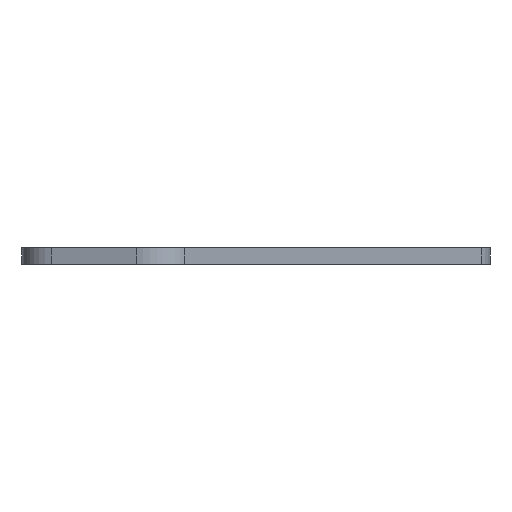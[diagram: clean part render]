
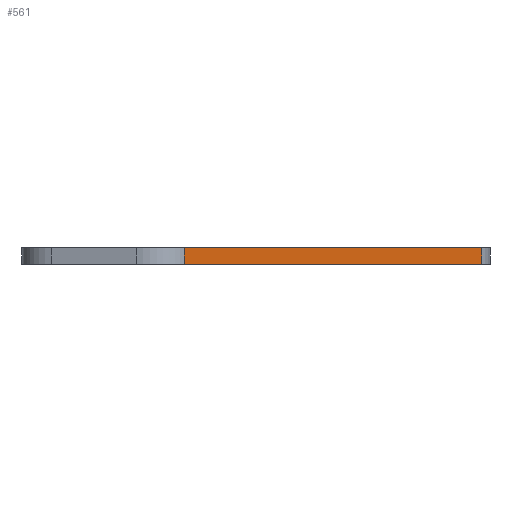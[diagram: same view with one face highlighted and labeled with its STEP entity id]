
A CAD part, left-side view. The second image highlights one B-rep face of the part: STEP entity #561.
In plain terms, the highlighted planar face has unit normal (-0.6, -0.8, 0).
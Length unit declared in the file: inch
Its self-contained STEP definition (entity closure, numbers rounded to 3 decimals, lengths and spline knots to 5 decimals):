
#6 = LINE ( 'NONE', #955, #753 ) ;
#71 = VECTOR ( 'NONE', #1184, 39.37008 ) ;
#93 = DIRECTION ( 'NONE',  ( -0.8, 0.6, 0. ) ) ;
#134 = VERTEX_POINT ( 'NONE', #1416 ) ;
#178 = CARTESIAN_POINT ( 'NONE',  ( -0.22912, -0.45316, -0.04921 ) ) ;
#239 = ORIENTED_EDGE ( 'NONE', *, *, #337, .T. ) ;
#337 = EDGE_CURVE ( 'NONE', #134, #931, #1166, .T. ) ;
#359 = DIRECTION ( 'NONE',  ( -0.8, 0.6, 0. ) ) ;
#366 = DIRECTION ( 'NONE',  ( -0.8, 0.6, 0. ) ) ;
#384 = EDGE_LOOP ( 'NONE', ( #689, #696, #602, #239 ) ) ;
#389 = PLANE ( 'NONE',  #1536 ) ;
#397 = DIRECTION ( 'NONE',  ( 0.6, 0.8, 0. ) ) ;
#403 = VERTEX_POINT ( 'NONE', #1208 ) ;
#430 = CARTESIAN_POINT ( 'NONE',  ( -0.22912, -0.45316, -0.04921 ) ) ;
#448 = LINE ( 'NONE', #850, #1251 ) ;
#478 = CARTESIAN_POINT ( 'NONE',  ( 2.096, -2.197, 0.04921 ) ) ;
#511 = EDGE_CURVE ( 'NONE', #931, #403, #6, .T. ) ;
#523 = DIRECTION ( 'NONE',  ( 0., 0., -1. ) ) ;
#539 = CARTESIAN_POINT ( 'NONE',  ( 2.096, -2.197, -0.04921 ) ) ;
#561 = ADVANCED_FACE ( 'NONE', ( #1115 ), #389, .F. ) ;
#602 = ORIENTED_EDGE ( 'NONE', *, *, #901, .F. ) ;
#650 = CARTESIAN_POINT ( 'NONE',  ( 2.296, -2.347, -0.04921 ) ) ;
#689 = ORIENTED_EDGE ( 'NONE', *, *, #511, .T. ) ;
#696 = ORIENTED_EDGE ( 'NONE', *, *, #1100, .T. ) ;
#737 = VECTOR ( 'NONE', #523, 39.37008 ) ;
#753 = VECTOR ( 'NONE', #359, 39.37008 ) ;
#850 = CARTESIAN_POINT ( 'NONE',  ( 2.296, -2.347, -0.04921 ) ) ;
#901 = EDGE_CURVE ( 'NONE', #134, #1542, #448, .T. ) ;
#931 = VERTEX_POINT ( 'NONE', #478 ) ;
#955 = CARTESIAN_POINT ( 'NONE',  ( 2.296, -2.347, 0.04921 ) ) ;
#1100 = EDGE_CURVE ( 'NONE', #403, #1542, #1432, .T. ) ;
#1115 = FACE_OUTER_BOUND ( 'NONE', #384, .T. ) ;
#1166 = LINE ( 'NONE', #539, #71 ) ;
#1184 = DIRECTION ( 'NONE',  ( 0., 0., 1. ) ) ;
#1208 = CARTESIAN_POINT ( 'NONE',  ( -0.22912, -0.45316, 0.04921 ) ) ;
#1251 = VECTOR ( 'NONE', #93, 39.37008 ) ;
#1416 = CARTESIAN_POINT ( 'NONE',  ( 2.096, -2.197, -0.04921 ) ) ;
#1432 = LINE ( 'NONE', #178, #737 ) ;
#1536 = AXIS2_PLACEMENT_3D ( 'NONE', #650, #397, #366 ) ;
#1542 = VERTEX_POINT ( 'NONE', #430 ) ;
